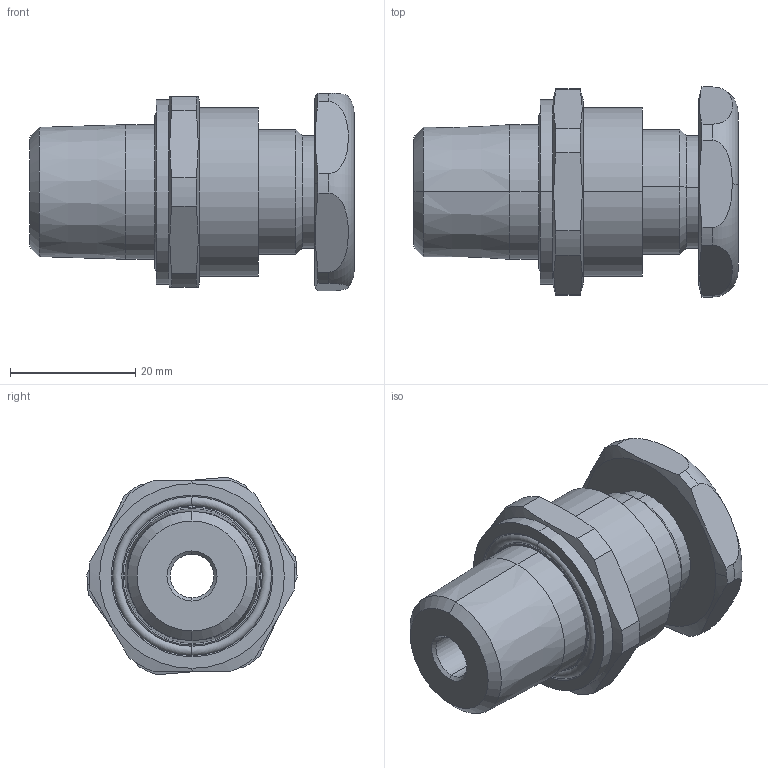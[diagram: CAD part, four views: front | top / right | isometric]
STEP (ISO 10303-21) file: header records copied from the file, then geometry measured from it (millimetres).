
FILE_DESCRIPTION (( 'STEP AP203' ), '1' );
FILE_NAME ('TC-050NB0281RA531.STEP', '2017-10-05T07:53:42', ( '' ), ( '' ), 'SwSTEP 2.0', 'SolidWorks 2017', '' );
FILE_SCHEMA (( 'CONFIG_CONTROL_DESIGN' ));
Length unit declared in the file: millimetre
Products named in the file (1): TC-050NB0281RA531
Bounding box: 51.76 x 33.55 x 31.57 mm (x, y, z)
Surface area: 8957.5 mm2 (no closed solid volume)
Topology: 0 solids, 5 shells, 81 faces, 200 edges, 126 vertices
Faces by surface type: cylinder 32, cone 20, plane 19, torus 10
Entity records: 2739 total; most frequent: CARTESIAN_POINT 714, DIRECTION 440, ORIENTED_EDGE 384, EDGE_CURVE 200, AXIS2_PLACEMENT_3D 188, VERTEX_POINT 126, CIRCLE 106, EDGE_LOOP 88
